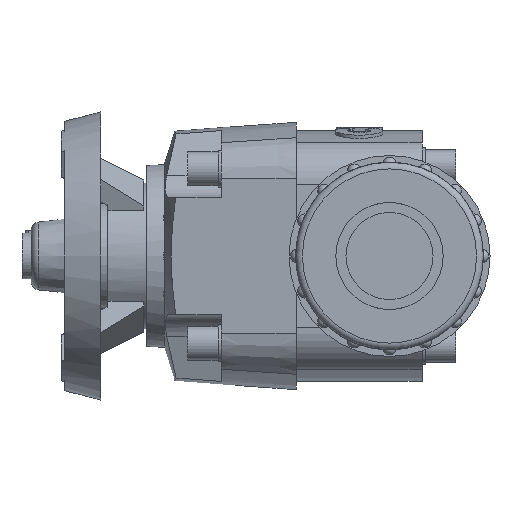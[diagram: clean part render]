
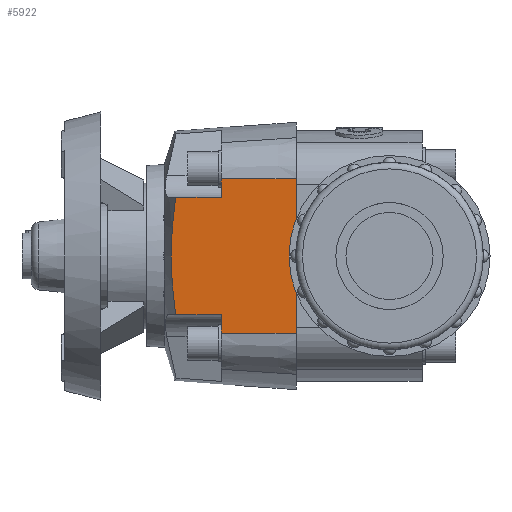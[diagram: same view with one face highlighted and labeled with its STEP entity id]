
A CAD part, left-side view. The second image highlights one B-rep face of the part: STEP entity #5922.
In plain terms, the highlighted planar face has unit normal (-0.998, 0.07, 0).
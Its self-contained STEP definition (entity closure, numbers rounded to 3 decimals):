
#94=(
BOUNDED_CURVE()
B_SPLINE_CURVE(2,(#9512,#9513,#9514),.UNSPECIFIED.,.F.,.F.)
B_SPLINE_CURVE_WITH_KNOTS((3,3),(-20.861,-15.971),
 .UNSPECIFIED.)
CURVE()
GEOMETRIC_REPRESENTATION_ITEM()
RATIONAL_B_SPLINE_CURVE((2.712,2.889,2.889))
REPRESENTATION_ITEM('')
);
#104=(
BOUNDED_CURVE()
B_SPLINE_CURVE(2,(#9617,#9618,#9619),.UNSPECIFIED.,.F.,.F.)
B_SPLINE_CURVE_WITH_KNOTS((3,3),(-15.971,-11.081),
 .UNSPECIFIED.)
CURVE()
GEOMETRIC_REPRESENTATION_ITEM()
RATIONAL_B_SPLINE_CURVE((2.889,2.889,2.712))
REPRESENTATION_ITEM('')
);
#266=PLANE('',#6627);
#576=LINE('',#11331,#932);
#590=LINE('',#11409,#946);
#595=LINE('',#11425,#951);
#596=LINE('',#11432,#952);
#601=LINE('',#11450,#957);
#603=LINE('',#11453,#959);
#611=LINE('',#11479,#967);
#932=VECTOR('',#8119,1.);
#946=VECTOR('',#8213,1.);
#951=VECTOR('',#8226,1.);
#952=VECTOR('',#8233,1.);
#957=VECTOR('',#8250,1.);
#959=VECTOR('',#8254,1.);
#967=VECTOR('',#8284,1.);
#1323=FACE_OUTER_BOUND('',#1692,.T.);
#1692=EDGE_LOOP('',(#5080,#5081,#5082,#5083,#5084,#5085,#5086,#5087,#5088));
#2307=VERTEX_POINT('',#9510);
#2308=VERTEX_POINT('',#9511);
#2323=VERTEX_POINT('',#9613);
#2694=VERTEX_POINT('',#11328);
#2695=VERTEX_POINT('',#11330);
#2716=VERTEX_POINT('',#11408);
#2720=VERTEX_POINT('',#11424);
#2722=VERTEX_POINT('',#11430);
#2723=VERTEX_POINT('',#11431);
#2905=EDGE_CURVE('',#2307,#2308,#94,.T.);
#2921=EDGE_CURVE('',#2308,#2323,#104,.T.);
#3496=EDGE_CURVE('',#2695,#2694,#576,.T.);
#3524=EDGE_CURVE('',#2716,#2307,#590,.T.);
#3531=EDGE_CURVE('',#2720,#2716,#595,.T.);
#3534=EDGE_CURVE('',#2722,#2723,#596,.T.);
#3543=EDGE_CURVE('',#2323,#2722,#601,.T.);
#3545=EDGE_CURVE('',#2695,#2723,#603,.T.);
#3557=EDGE_CURVE('',#2694,#2720,#611,.T.);
#5080=ORIENTED_EDGE('',*,*,#3524,.T.);
#5081=ORIENTED_EDGE('',*,*,#2905,.T.);
#5082=ORIENTED_EDGE('',*,*,#2921,.T.);
#5083=ORIENTED_EDGE('',*,*,#3543,.T.);
#5084=ORIENTED_EDGE('',*,*,#3534,.T.);
#5085=ORIENTED_EDGE('',*,*,#3545,.F.);
#5086=ORIENTED_EDGE('',*,*,#3496,.T.);
#5087=ORIENTED_EDGE('',*,*,#3557,.T.);
#5088=ORIENTED_EDGE('',*,*,#3531,.T.);
#5922=ADVANCED_FACE('',(#1323),#266,.T.);
#6627=AXIS2_PLACEMENT_3D('',#11480,#8285,#8286);
#8119=DIRECTION('',(0.,0.,1.));
#8213=DIRECTION('',(0.07,0.998,0.));
#8226=DIRECTION('',(0.,0.,-1.));
#8233=DIRECTION('',(0.,0.,-1.));
#8250=DIRECTION('',(-0.07,-0.998,0.));
#8254=DIRECTION('',(0.07,0.998,0.));
#8284=DIRECTION('',(0.07,0.998,0.));
#8285=DIRECTION('center_axis',(-0.998,0.07,0.));
#8286=DIRECTION('ref_axis',(0.,0.,1.));
#9510=CARTESIAN_POINT('',(-33.982,63.856,17.5));
#9511=CARTESIAN_POINT('',(-33.89,65.181,0.));
#9512=CARTESIAN_POINT('Ctrl Pts',(-33.982,63.856,17.5));
#9513=CARTESIAN_POINT('Ctrl Pts',(-33.89,65.181,8.214));
#9514=CARTESIAN_POINT('Ctrl Pts',(-33.89,65.181,0.));
#9613=CARTESIAN_POINT('',(-33.982,63.856,-17.5));
#9617=CARTESIAN_POINT('Ctrl Pts',(-33.89,65.181,0.));
#9618=CARTESIAN_POINT('Ctrl Pts',(-33.89,65.181,-8.214));
#9619=CARTESIAN_POINT('Ctrl Pts',(-33.982,63.856,-17.5));
#11328=CARTESIAN_POINT('',(-36.5,27.85,23.003));
#11330=CARTESIAN_POINT('',(-36.5,27.85,-23.003));
#11331=CARTESIAN_POINT('',(-36.5,27.85,-23.003));
#11408=CARTESIAN_POINT('',(-34.939,50.167,17.5));
#11409=CARTESIAN_POINT('',(-34.158,61.335,17.5));
#11424=CARTESIAN_POINT('',(-34.939,50.167,23.003));
#11425=CARTESIAN_POINT('',(-34.939,50.167,26.532));
#11430=CARTESIAN_POINT('',(-34.939,50.167,-17.5));
#11431=CARTESIAN_POINT('',(-34.939,50.167,-23.003));
#11432=CARTESIAN_POINT('',(-34.939,50.167,-3.529));
#11450=CARTESIAN_POINT('',(-35.711,39.127,-17.5));
#11453=CARTESIAN_POINT('',(-36.5,27.85,-23.003));
#11479=CARTESIAN_POINT('',(-36.5,27.85,23.003));
#11480=CARTESIAN_POINT('Origin',(-36.5,27.85,23.003));
